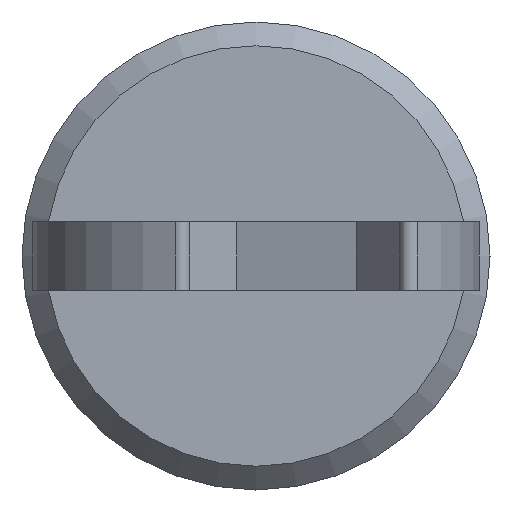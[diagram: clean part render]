
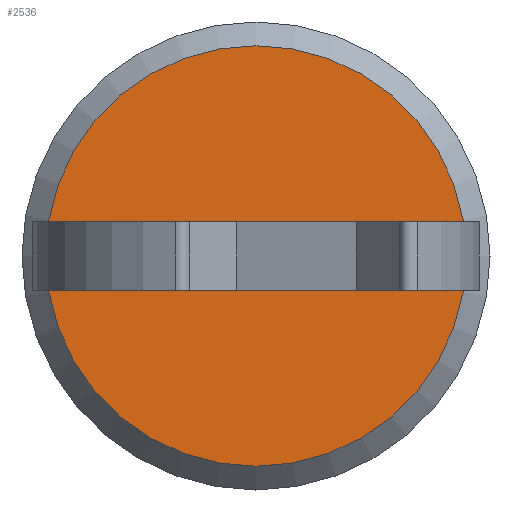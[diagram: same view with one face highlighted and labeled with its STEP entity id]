
A CAD part, left-side view. The second image highlights one B-rep face of the part: STEP entity #2536.
In plain terms, the highlighted planar face has unit normal (-1, 0, 0).
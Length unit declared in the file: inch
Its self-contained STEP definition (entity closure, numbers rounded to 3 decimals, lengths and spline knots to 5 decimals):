
#38 = AXIS2_PLACEMENT_3D ( 'NONE', #6277, #1270, #6253 ) ;
#55 = VECTOR ( 'NONE', #4060, 39.37008 ) ;
#143 = ORIENTED_EDGE ( 'NONE', *, *, #4405, .T. ) ;
#527 = VERTEX_POINT ( 'NONE', #2060 ) ;
#552 = VERTEX_POINT ( 'NONE', #1112 ) ;
#774 = FACE_BOUND ( 'NONE', #3456, .T. ) ;
#790 = CARTESIAN_POINT ( 'NONE',  ( 0., 0.2451, 0.05 ) ) ;
#836 = VECTOR ( 'NONE', #3270, 39.37008 ) ;
#933 = CARTESIAN_POINT ( 'NONE',  ( 0., 0.2451, -0.05 ) ) ;
#960 = CARTESIAN_POINT ( 'NONE',  ( 0., 0.2451, -0.05 ) ) ;
#1112 = CARTESIAN_POINT ( 'NONE',  ( 0., 0.2451, 0.05 ) ) ;
#1270 = DIRECTION ( 'NONE',  ( -1., 0., 0. ) ) ;
#1328 = CARTESIAN_POINT ( 'NONE',  ( 0., -0.2451, 0.05 ) ) ;
#1770 = CARTESIAN_POINT ( 'NONE',  ( 0., -0.2451, 0.05 ) ) ;
#1968 = ORIENTED_EDGE ( 'NONE', *, *, #3616, .T. ) ;
#2060 = CARTESIAN_POINT ( 'NONE',  ( 0., -0.2451, -0.05 ) ) ;
#2536 = ADVANCED_FACE ( 'NONE', ( #774, #2828 ), #3775, .F. ) ;
#2688 = DIRECTION ( 'NONE',  ( 1., 0., 0. ) ) ;
#2767 = DIRECTION ( 'NONE',  ( 0., 1., 0. ) ) ;
#2828 = FACE_OUTER_BOUND ( 'NONE', #6075, .T. ) ;
#2932 = DIRECTION ( 'NONE',  ( 0., 1., 0. ) ) ;
#3054 = EDGE_CURVE ( 'NONE', #552, #3930, #5146, .T. ) ;
#3200 = VECTOR ( 'NONE', #2932, 39.37008 ) ;
#3270 = DIRECTION ( 'NONE',  ( 0., 0., -1. ) ) ;
#3456 = EDGE_LOOP ( 'NONE', ( #1968, #143, #5520, #5366 ) ) ;
#3589 = CARTESIAN_POINT ( 'NONE',  ( 0., 0.2451, 0.05 ) ) ;
#3594 = LINE ( 'NONE', #960, #3200 ) ;
#3616 = EDGE_CURVE ( 'NONE', #6172, #527, #3829, .T. ) ;
#3775 = PLANE ( 'NONE',  #6099 ) ;
#3829 = LINE ( 'NONE', #1770, #836 ) ;
#3930 = VERTEX_POINT ( 'NONE', #933 ) ;
#4060 = DIRECTION ( 'NONE',  ( 0., 0., -1. ) ) ;
#4118 = EDGE_CURVE ( 'NONE', #6172, #552, #6141, .T. ) ;
#4272 = EDGE_CURVE ( 'NONE', #6447, #6447, #5987, .T. ) ;
#4405 = EDGE_CURVE ( 'NONE', #527, #3930, #3594, .T. ) ;
#5146 = LINE ( 'NONE', #3589, #55 ) ;
#5265 = CARTESIAN_POINT ( 'NONE',  ( 0., -0.30888, 0. ) ) ;
#5353 = DIRECTION ( 'NONE',  ( 0., 1., 0. ) ) ;
#5366 = ORIENTED_EDGE ( 'NONE', *, *, #4118, .F. ) ;
#5520 = ORIENTED_EDGE ( 'NONE', *, *, #3054, .F. ) ;
#5699 = CARTESIAN_POINT ( 'NONE',  ( 0., 0., 0. ) ) ;
#5901 = VECTOR ( 'NONE', #5353, 39.37008 ) ;
#5987 = CIRCLE ( 'NONE', #38, 0.30888 ) ;
#6075 = EDGE_LOOP ( 'NONE', ( #6298 ) ) ;
#6099 = AXIS2_PLACEMENT_3D ( 'NONE', #5699, #2688, #2767 ) ;
#6141 = LINE ( 'NONE', #790, #5901 ) ;
#6172 = VERTEX_POINT ( 'NONE', #1328 ) ;
#6253 = DIRECTION ( 'NONE',  ( 0., -1., 0. ) ) ;
#6277 = CARTESIAN_POINT ( 'NONE',  ( 0., 0., 0. ) ) ;
#6298 = ORIENTED_EDGE ( 'NONE', *, *, #4272, .T. ) ;
#6447 = VERTEX_POINT ( 'NONE', #5265 ) ;
